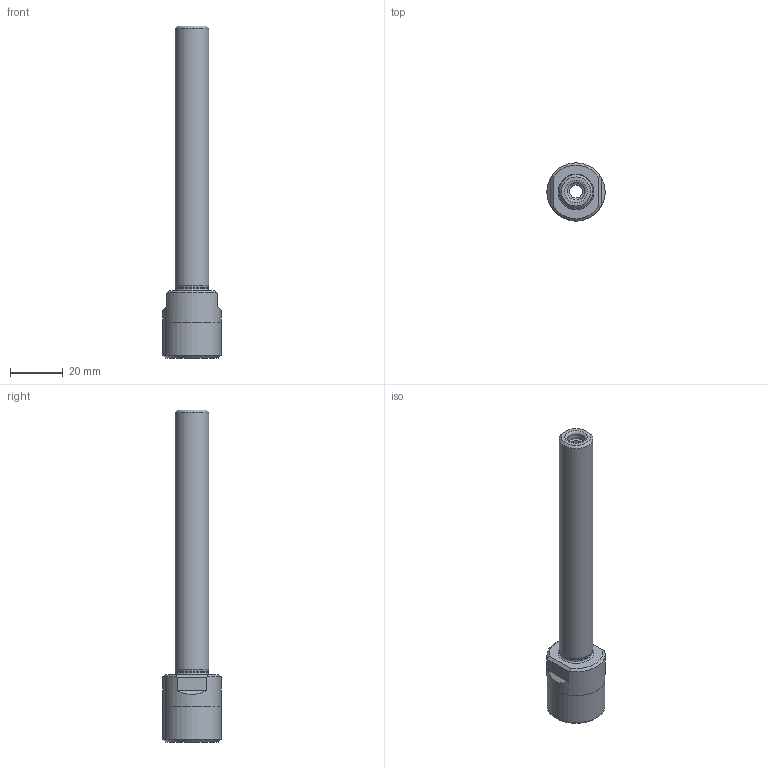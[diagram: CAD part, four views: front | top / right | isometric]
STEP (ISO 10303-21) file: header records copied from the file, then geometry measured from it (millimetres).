
FILE_DESCRIPTION(/* description */ (''),/* implementation_level */ '2;1');
FILE_NAME(/* name */ '261311661.stp',/* time_stamp */ '2021-01-19T15:10:52',/* author */ ('LRA'),/* organization */ ('REGO-FIX'),/* preprocessor_version */ ' Unknown',/* originating_system */ 'SIEMENS PLM Software Solid Edge ST10',/* authorization */ 'Unknown');
FILE_SCHEMA (('AUTOMOTIVE_DESIGN { 1 0 10303 214 2 1 1}'));
Length unit declared in the file: millimetre
Products named in the file (1): NOCUT
Bounding box: 22 x 22 x 125.5 mm (x, y, z)
Volume: 17115.2 mm3; surface area: 8717.7 mm2
Topology: 1 solids, 1 shells, 29 faces, 66 edges, 40 vertices
Faces by surface type: cylinder 9, plane 9, cone 8, torus 3
Full cylindrical faces by diameter (mm): 4.917 x3, 6.5 x1, 10.5 x1, 12.3 x1, 12.7 x1, 22 x2
Entity records: 938 total; most frequent: DIRECTION 136, CARTESIAN_POINT 125, ORIENTED_EDGE 88, AXIS2_PLACEMENT_3D 63, EDGE_LOOP 50, FACE_BOUND 50, EDGE_CURVE 44, VERTEX_POINT 36
